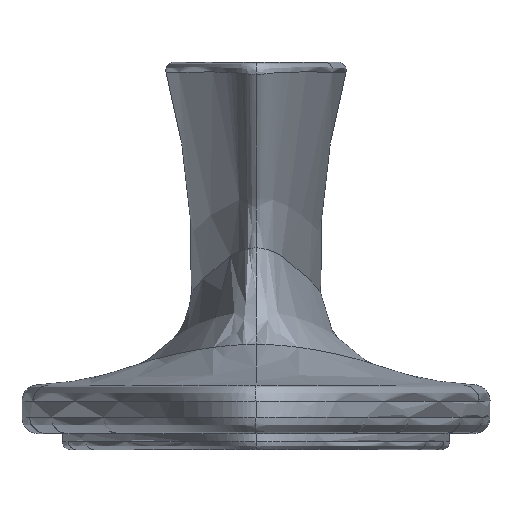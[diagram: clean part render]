
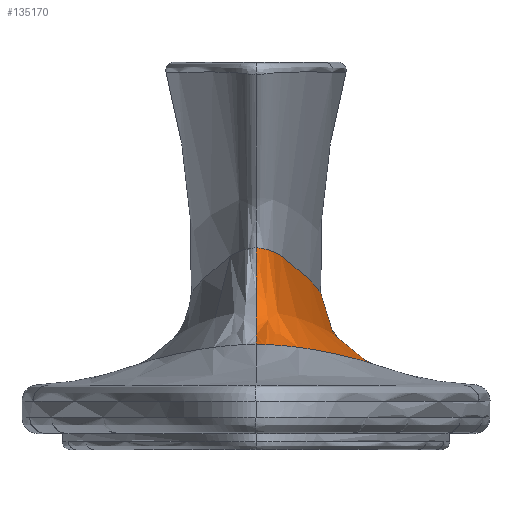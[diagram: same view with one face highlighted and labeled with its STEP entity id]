
A CAD part, left-side view. The second image highlights one B-rep face of the part: STEP entity #135170.
In plain terms, the highlighted free-form (B-spline) face has degree [6, 6] with [7, 11] control points.
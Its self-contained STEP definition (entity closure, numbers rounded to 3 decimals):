
#13030=CARTESIAN_POINT('',(-112.5,-14.5,-8.5));
#13040=VERTEX_POINT('',#13030);
#13990=CARTESIAN_POINT('',(-118.55,-14.5,
-8.5));
#14000=DIRECTION('',(0.,-1.,0.));
#14010=DIRECTION('',(1.,0.,0.));
#14020=AXIS2_PLACEMENT_3D('',#13990,#14000,#14010);
#14030=CIRCLE('',#14020,6.05);
#14040=CARTESIAN_POINT('',(-117.592,-14.5,-2.526));
#14050=VERTEX_POINT('',#14040);
#14060=EDGE_CURVE('',#13040,#14050,#14030,.T.);
#133840=CARTESIAN_POINT('',(-117.592,-14.5,-2.526));
#133850=CARTESIAN_POINT('',(-117.592,-12.693,
-2.526));
#133860=CARTESIAN_POINT('',(-114.282,-10.887,
-2.286));
#133870=CARTESIAN_POINT('',(-108.491,-9.261,
-1.926));
#133880=CARTESIAN_POINT('',(-101.046,-7.996,
-1.565));
#133890=CARTESIAN_POINT('',(-92.773,-7.274,
-1.325));
#133900=CARTESIAN_POINT('',(-84.5,-7.274,
-1.325));
#133910=B_SPLINE_CURVE_WITH_KNOTS('',6,(#133840,#133850,#133860,#133870,
#133880,#133890,#133900),.UNSPECIFIED.,.F.,.F.,(7,7),(0.,
51.573),.UNSPECIFIED.);
#133920=CARTESIAN_POINT('',(-84.5,-7.274,
-1.325));
#133930=VERTEX_POINT('',#133920);
#133940=EDGE_CURVE('',#14050,#133930,#133910,.T.);
#134090=CARTESIAN_POINT('',(-84.5,-7.274,
-1.325));
#134100=CARTESIAN_POINT('',(-92.773,-7.274,
-1.325));
#134110=CARTESIAN_POINT('',(-101.046,-7.996,
-1.565));
#134120=CARTESIAN_POINT('',(-108.491,-9.261,
-1.926));
#134130=CARTESIAN_POINT('',(-114.282,-10.887,
-2.286));
#134140=CARTESIAN_POINT('',(-117.592,-12.693,
-2.526));
#134150=CARTESIAN_POINT('',(-117.592,-14.5,-2.526));
#134160=CARTESIAN_POINT('',(-84.5,-7.721,
-1.495));
#134170=CARTESIAN_POINT('',(-92.773,-7.721,
-1.495));
#134180=CARTESIAN_POINT('',(-100.905,-8.355,
-1.724));
#134190=CARTESIAN_POINT('',(-108.14,-9.485,
-2.067));
#134200=CARTESIAN_POINT('',(-113.72,-10.976,
-2.41));
#134210=CARTESIAN_POINT('',(-116.889,-12.693,
-2.639));
#134220=CARTESIAN_POINT('',(-116.889,-14.5,-2.639));
#134230=CARTESIAN_POINT('',(-84.5,-8.15,
-1.716));
#134240=CARTESIAN_POINT('',(-92.709,-8.15,
-1.716));
#134250=CARTESIAN_POINT('',(-100.691,-8.713,
-1.943));
#134260=CARTESIAN_POINT('',(-107.739,-9.735,
-2.284));
#134270=CARTESIAN_POINT('',(-113.145,-11.11,
-2.624));
#134280=CARTESIAN_POINT('',(-116.202,-12.734,
-2.851));
#134290=CARTESIAN_POINT('',(-116.202,-14.5,-2.851));
#134300=CARTESIAN_POINT('',(-84.5,-8.551,
-1.986));
#134310=CARTESIAN_POINT('',(-92.598,-8.551,
-1.986));
#134320=CARTESIAN_POINT('',(-100.427,-9.062,
-2.221));
#134330=CARTESIAN_POINT('',(-107.312,-9.999,
-2.573));
#134340=CARTESIAN_POINT('',(-112.578,-11.275,
-2.925));
#134350=CARTESIAN_POINT('',(-115.549,-12.804,
-3.159));
#134360=CARTESIAN_POINT('',(-115.549,-14.5,-3.159));
#134370=CARTESIAN_POINT('',(-84.5,-8.918,
-2.301));
#134380=CARTESIAN_POINT('',(-92.455,-8.918,
-2.301));
#134390=CARTESIAN_POINT('',(-100.135,-9.392,
-2.552));
#134400=CARTESIAN_POINT('',(-106.882,-10.264,
-2.929));
#134410=CARTESIAN_POINT('',(-112.038,-11.457,
-3.306));
#134420=CARTESIAN_POINT('',(-114.945,-12.895,
-3.557));
#134430=CARTESIAN_POINT('',(-114.945,-14.5,
-3.557));
#134440=CARTESIAN_POINT('',(-84.5,-9.574,
-3.007));
#134450=CARTESIAN_POINT('',(-92.136,-9.574,
-3.007));
#134460=CARTESIAN_POINT('',(-99.538,-9.997,
-3.308));
#134470=CARTESIAN_POINT('',(-106.057,-10.773,
-3.759));
#134480=CARTESIAN_POINT('',(-111.05,-11.83,
-4.21));
#134490=CARTESIAN_POINT('',(-113.869,-13.096,
-4.51));
#134500=CARTESIAN_POINT('',(-113.869,-14.5,-4.51));
#134510=CARTESIAN_POINT('',(-84.5,-10.052,
-3.844));
#134520=CARTESIAN_POINT('',(-91.818,-10.052,
-3.844));
#134530=CARTESIAN_POINT('',(-99.002,-10.46,
-4.22));
#134540=CARTESIAN_POINT('',(-105.386,-11.193,
-4.784));
#134550=CARTESIAN_POINT('',(-110.306,-12.167,
-5.348));
#134560=CARTESIAN_POINT('',(-113.099,-13.297,
-5.724));
#134570=CARTESIAN_POINT('',(-113.099,-14.5,-5.724));
#134580=CARTESIAN_POINT('',(-84.5,-10.242,
-4.289));
#134590=CARTESIAN_POINT('',(-91.675,-10.242,
-4.289));
#134600=CARTESIAN_POINT('',(-98.77,-10.649,
-4.708));
#134610=CARTESIAN_POINT('',(-105.108,-11.37,
-5.336));
#134620=CARTESIAN_POINT('',(-110.011,-12.313,
-5.964));
#134630=CARTESIAN_POINT('',(-112.801,-13.387,
-6.383));
#134640=CARTESIAN_POINT('',(-112.801,-14.5,
-6.383));
#134650=CARTESIAN_POINT('',(-84.5,-10.38,
-4.752));
#134660=CARTESIAN_POINT('',(-91.564,-10.38,
-4.752));
#134670=CARTESIAN_POINT('',(-98.596,-10.787,
-5.217));
#134680=CARTESIAN_POINT('',(-104.908,-11.502,
-5.914));
#134690=CARTESIAN_POINT('',(-109.806,-12.425,
-6.612));
#134700=CARTESIAN_POINT('',(-112.6,-13.458,
-7.077));
#134710=CARTESIAN_POINT('',(-112.6,-14.5,
-7.077));
#134720=CARTESIAN_POINT('',(-84.5,-10.463,-5.227));
#134730=CARTESIAN_POINT('',(-91.5,-10.463,
-5.227));
#134740=CARTESIAN_POINT('',(-98.5,-10.87,
-5.739));
#134750=CARTESIAN_POINT('',(-104.8,-11.58,
-6.508));
#134760=CARTESIAN_POINT('',(-109.7,-12.49,
-7.276));
#134770=CARTESIAN_POINT('',(-112.5,-13.498,-7.788))
;
#134780=CARTESIAN_POINT('',(-112.5,-14.5,-7.788));
#134790=CARTESIAN_POINT('',(-84.5,-10.491,-5.705));
#134800=CARTESIAN_POINT('',(-91.5,-10.491,
-5.705));
#134810=CARTESIAN_POINT('',(-98.5,-10.892,
-6.264));
#134820=CARTESIAN_POINT('',(-104.8,-11.594,
-7.103));
#134830=CARTESIAN_POINT('',(-109.7,-12.496,
-7.941));
#134840=CARTESIAN_POINT('',(-112.5,-13.498,-8.5));
#134850=CARTESIAN_POINT('',(-112.5,-14.5,-8.5));
#134860=B_SPLINE_SURFACE_WITH_KNOTS('',6,6,((#134090,#134160,#134230,
#134300,#134370,#134440,#134510,#134580,#134650,#134720,#134790),(
#134100,#134170,#134240,#134310,#134380,#134450,#134520,#134590,#134660,
#134730,#134800),(#134110,#134180,#134250,#134320,#134390,#134460,
#134530,#134600,#134670,#134740,#134810),(#134120,#134190,#134260,
#134330,#134400,#134470,#134540,#134610,#134680,#134750,#134820),(
#134130,#134200,#134270,#134340,#134410,#134480,#134550,#134620,#134690,
#134760,#134830),(#134140,#134210,#134280,#134350,#134420,#134490,
#134560,#134630,#134700,#134770,#134840),(#134150,#134220,#134290,
#134360,#134430,#134500,#134570,#134640,#134710,#134780,#134850)),
.UNSPECIFIED.,.F.,.F.,.F.,(7,7),(7,4,7),(0.,31.875),(0.,
3.572,7.143),.UNSPECIFIED.);
#134870=ORIENTED_EDGE('',*,*,#133940,.T.);
#134880=ORIENTED_EDGE('',*,*,#14060,.T.);
#134890=CARTESIAN_POINT('',(-112.5,-14.5,-8.5));
#134900=CARTESIAN_POINT('',(-112.5,-13.498,-8.5));
#134910=CARTESIAN_POINT('',(-109.7,-12.496,
-7.941));
#134920=CARTESIAN_POINT('',(-104.8,-11.594,
-7.103));
#134930=CARTESIAN_POINT('',(-98.5,-10.892,
-6.264));
#134940=CARTESIAN_POINT('',(-91.5,-10.491,
-5.705));
#134950=CARTESIAN_POINT('',(-84.5,-10.491,-5.705));
#134960=B_SPLINE_CURVE_WITH_KNOTS('',6,(#134890,#134900,#134910,#134920,
#134930,#134940,#134950),.UNSPECIFIED.,.F.,.F.,(7,7),(0.,
31.875),.UNSPECIFIED.);
#134970=CARTESIAN_POINT('',(-84.5,-10.491,
-5.705));
#134980=VERTEX_POINT('',#134970);
#134990=EDGE_CURVE('',#13040,#134980,#134960,.T.);
#135000=ORIENTED_EDGE('',*,*,#134990,.F.);
#135010=CARTESIAN_POINT('',(-84.5,-7.274,
-1.325));
#135020=CARTESIAN_POINT('',(-84.5,-7.721,
-1.495));
#135030=CARTESIAN_POINT('',(-84.5,-8.15,
-1.716));
#135040=CARTESIAN_POINT('',(-84.5,-8.551,
-1.986));
#135050=CARTESIAN_POINT('',(-84.5,-8.918,
-2.301));
#135060=CARTESIAN_POINT('',(-84.5,-9.574,
-3.007));
#135070=CARTESIAN_POINT('',(-84.5,-10.052,
-3.844));
#135080=CARTESIAN_POINT('',(-84.5,-10.242,
-4.289));
#135090=CARTESIAN_POINT('',(-84.5,-10.38,
-4.752));
#135100=CARTESIAN_POINT('',(-84.5,-10.463,
-5.227));
#135110=CARTESIAN_POINT('',(-84.5,-10.491,
-5.705));
#135120=B_SPLINE_CURVE_WITH_KNOTS('',6,(#135010,#135020,#135030,#135040,
#135050,#135060,#135070,#135080,#135090,#135100,#135110),.UNSPECIFIED.,
.F.,.F.,(7,4,7),(0.,3.572,7.143),.UNSPECIFIED.);
#135130=EDGE_CURVE('',#133930,#134980,#135120,.T.);
#135140=ORIENTED_EDGE('',*,*,#135130,.T.);
#135150=EDGE_LOOP('',(#135140,#135000,#134880,#134870));
#135160=FACE_OUTER_BOUND('',#135150,.T.);
#135170=ADVANCED_FACE('',(#135160),#134860,.F.);
